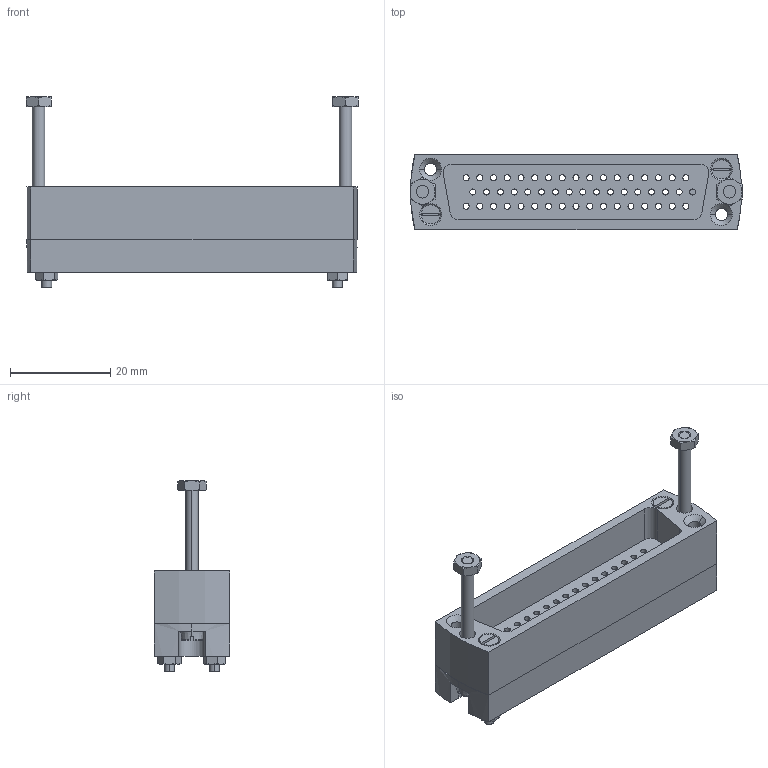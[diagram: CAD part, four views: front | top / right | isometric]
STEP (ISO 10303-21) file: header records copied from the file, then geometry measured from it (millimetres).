
FILE_DESCRIPTION (( 'STEP AP214' ), '1' );
FILE_NAME ('211-MS50-UHV-neu.STEP', '2014-10-14T09:47:07', ( '' ), ( '' ), 'SwSTEP 2.0', 'SolidWorks 2014', '' );
FILE_SCHEMA (( 'AUTOMOTIVE_DESIGN' ));
Length unit declared in the file: millimetre
Products named in the file (7): Hexagon Nut ISO 4032 - M2.5 - D - N_Hexagon Nut ISO 4032 - M2.5 - D - N; ISO 1207 - M2.5 x 30 --- 30N_ISO 1207 - M2.5 x 30 --- 30N; ISO 2009 - M2 x 20 --- 20C_ISO 2009 - M2 x 20 --- 20C; Hexagon Nut ISO 4032 - M2 - D - N_Hexagon Nut ISO 4032 - M2 - D - N; 9211-FSX-UHV-BP_9211-FS50-UHV-BP; 9211-MSX-UHV-FP_9211-MS50-UHV-FP; 211-MS50-UHV-neu
Assembly tree (10 placements, depth 2):
  211-MS50-UHV-neu
    9211-MSX-UHV-FP_9211-MS50-UHV-FP
    9211-FSX-UHV-BP_9211-FS50-UHV-BP
    Hexagon Nut ISO 4032 - M2 - D - N_Hexagon Nut ISO 4032 - M2 - D - N  x2
    ISO 2009 - M2 x 20 --- 20C_ISO 2009 - M2 x 20 --- 20C  x2
    ISO 1207 - M2.5 x 30 --- 30N_ISO 1207 - M2.5 x 30 --- 30N  x2
    Hexagon Nut ISO 4032 - M2.5 - D - N_Hexagon Nut ISO 4032 - M2.5 - D - N  x2
Bounding box: 66.2 x 15 x 38 mm (x, y, z)
Volume: 10811.6 mm3; surface area: 11809.3 mm2
Topology: 10 solids, 10 shells, 892 faces, 2060 edges, 1242 vertices
Faces by surface type: cylinder 472, cone 284, plane 128, torus 8
Entity records: 24089 total; most frequent: DIRECTION 4538, CARTESIAN_POINT 4147, ORIENTED_EDGE 3756, AXIS2_PLACEMENT_3D 1898, EDGE_CURVE 1878, VERTEX_POINT 1134, EDGE_LOOP 1092, CIRCLE 1076
